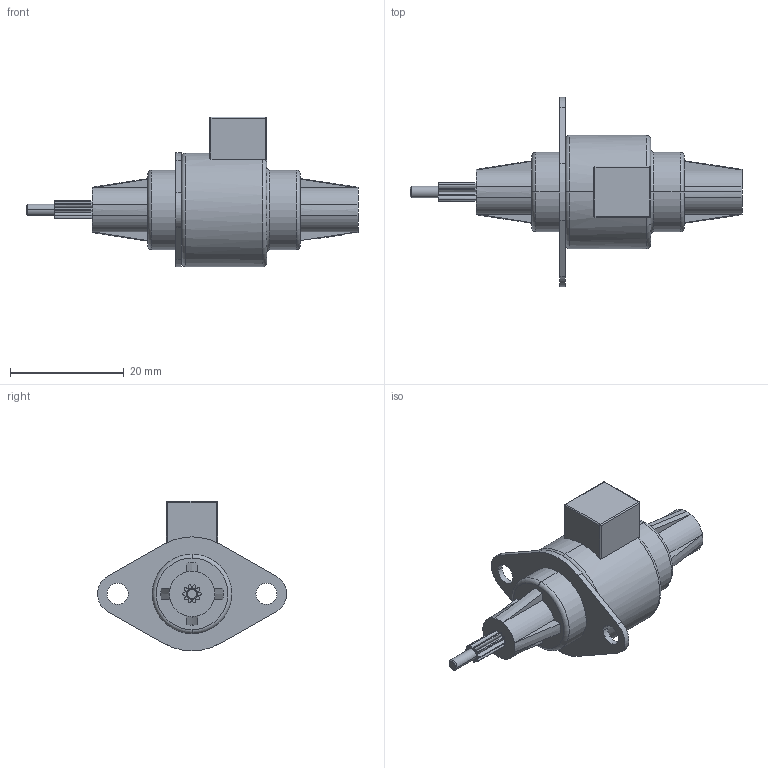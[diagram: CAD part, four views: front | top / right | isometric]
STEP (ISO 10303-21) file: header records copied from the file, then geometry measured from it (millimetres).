
FILE_DESCRIPTION (( 'STEP AP214' ), '1' );
FILE_NAME ('303B4FC2-B33D-43A2-9BD6-559207E5D8F2.STEP', '2022-07-18T14:48:11', ( '' ), ( '' ), 'SwSTEP 2.0', 'SolidWorks 2022', '' );
FILE_SCHEMA (( 'AUTOMOTIVE_DESIGN' ));
Length unit declared in the file: millimetre
Products named in the file (1): 303B4FC2-B33D-43A2-9BD6-559207E5D8F2
Bounding box: 58.45 x 33.3 x 26.36 mm (x, y, z)
Volume: 8442.2 mm3; surface area: 3902 mm2
Topology: 1 solids, 1 shells, 199 faces, 517 edges, 329 vertices
Faces by surface type: plane 85, cylinder 67, bspline 20, cone 12, torus 11, sphere 4
Entity records: 7115 total; most frequent: CARTESIAN_POINT 1484, ORIENTED_EDGE 1026, DIRECTION 983, EDGE_CURVE 513, AXIS2_PLACEMENT_3D 354, VERTEX_POINT 329, VECTOR 275, LINE 275
